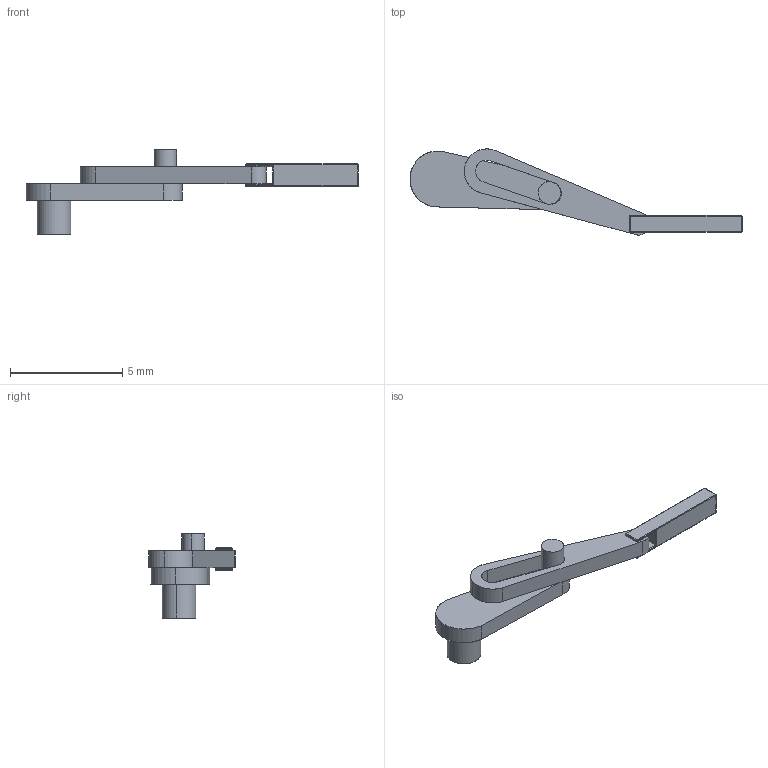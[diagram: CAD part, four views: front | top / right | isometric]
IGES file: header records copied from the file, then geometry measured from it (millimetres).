
Start section: SolidWorks IGES file using analytic representation for surfaces
Global section: file name: D5_assembly.IGS; native system: SolidWorks 2015; preprocessor: SolidWorks 2015; author: A. Wittebrood; date: 151021.164009; units: millimetre
Bounding box: 14.8 x 3.84 x 3.75 mm (x, y, z)
Surface area: 109.8 mm2 (no closed solid volume)
Topology: 0 solids, 0 shells, 70 faces, 544 edges, 534 vertices
Faces by surface type: revolution 48, bspline 22
